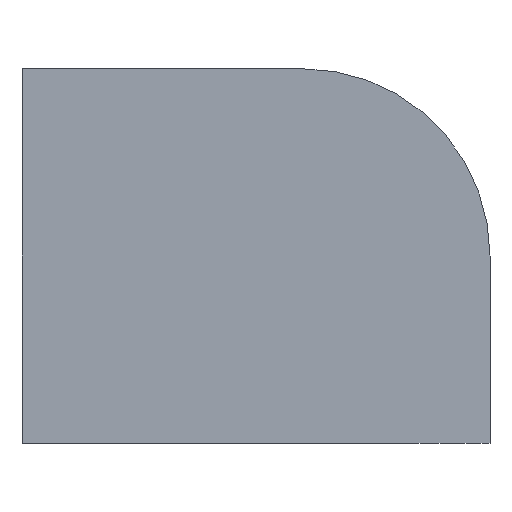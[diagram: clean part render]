
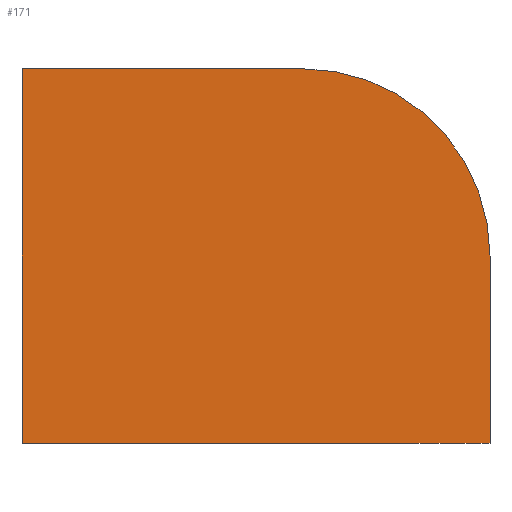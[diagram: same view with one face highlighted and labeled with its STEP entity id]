
A CAD part, left-side view. The second image highlights one B-rep face of the part: STEP entity #171.
In plain terms, the highlighted planar face has unit normal (-1, 0, 0).
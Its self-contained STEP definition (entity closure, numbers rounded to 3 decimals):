
#20=PLANE('',#201);
#31=FACE_OUTER_BOUND('',#41,.T.);
#41=EDGE_LOOP('',(#154,#155,#156,#157,#158));
#49=LINE('',#289,#64);
#52=LINE('',#294,#67);
#55=LINE('',#302,#70);
#56=LINE('',#304,#71);
#64=VECTOR('',#231,10.);
#67=VECTOR('',#236,10.);
#70=VECTOR('',#245,10.);
#71=VECTOR('',#248,10.);
#78=CIRCLE('',#198,20.);
#88=VERTEX_POINT('',#286);
#89=VERTEX_POINT('',#288);
#90=VERTEX_POINT('',#292);
#91=VERTEX_POINT('',#296);
#92=VERTEX_POINT('',#300);
#106=EDGE_CURVE('',#89,#88,#49,.T.);
#109=EDGE_CURVE('',#88,#90,#52,.T.);
#111=EDGE_CURVE('',#91,#90,#78,.T.);
#113=EDGE_CURVE('',#92,#91,#55,.T.);
#114=EDGE_CURVE('',#89,#92,#56,.T.);
#154=ORIENTED_EDGE('',*,*,#111,.F.);
#155=ORIENTED_EDGE('',*,*,#113,.F.);
#156=ORIENTED_EDGE('',*,*,#114,.F.);
#157=ORIENTED_EDGE('',*,*,#106,.T.);
#158=ORIENTED_EDGE('',*,*,#109,.T.);
#171=ADVANCED_FACE('',(#31),#20,.T.);
#198=AXIS2_PLACEMENT_3D('',#298,#240,#241);
#201=AXIS2_PLACEMENT_3D('',#305,#249,#250);
#231=DIRECTION('',(0.,-1.,0.));
#236=DIRECTION('',(0.,0.,1.));
#240=DIRECTION('center_axis',(1.,0.,0.));
#241=DIRECTION('ref_axis',(0.,-0.707,0.707));
#245=DIRECTION('',(0.,-1.,0.));
#248=DIRECTION('',(0.,0.,1.));
#249=DIRECTION('center_axis',(-1.,0.,0.));
#250=DIRECTION('ref_axis',(0.,-1.,0.));
#286=CARTESIAN_POINT('',(0.,0.,0.));
#288=CARTESIAN_POINT('',(0.,50.,0.));
#289=CARTESIAN_POINT('',(0.,50.,0.));
#292=CARTESIAN_POINT('',(0.,0.,20.));
#294=CARTESIAN_POINT('',(0.,0.,0.));
#296=CARTESIAN_POINT('',(0.,20.,40.));
#298=CARTESIAN_POINT('Origin',(0.,20.,20.));
#300=CARTESIAN_POINT('',(0.,50.,40.));
#302=CARTESIAN_POINT('',(0.,50.,40.));
#304=CARTESIAN_POINT('',(0.,50.,0.));
#305=CARTESIAN_POINT('Origin',(0.,50.,0.));
